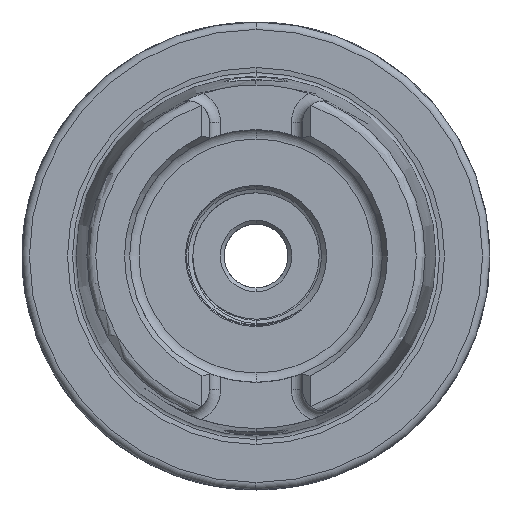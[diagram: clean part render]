
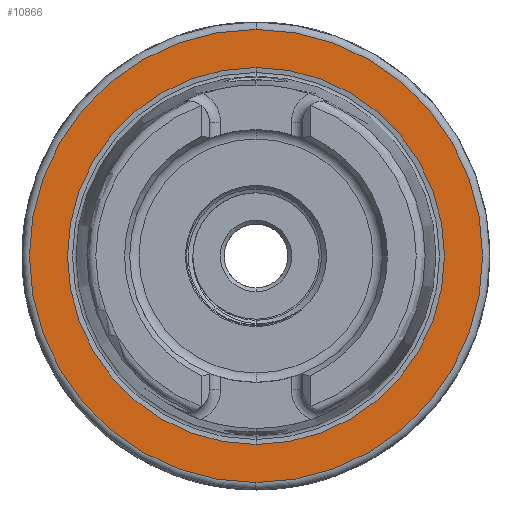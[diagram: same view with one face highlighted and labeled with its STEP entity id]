
A CAD part, left-side view. The second image highlights one B-rep face of the part: STEP entity #10866.
In plain terms, the highlighted planar face has unit normal (-1, 0, 0).
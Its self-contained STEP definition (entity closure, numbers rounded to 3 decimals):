
#6168 = EDGE_LOOP ( 'NONE', ( #6239, #6238 ) ) ;
#6169 = EDGE_LOOP ( 'NONE', ( #6236, #6237 ) ) ;
#6236 = ORIENTED_EDGE ( 'NONE', *, *, #8210, .T. ) ;
#6237 = ORIENTED_EDGE ( 'NONE', *, *, #17083, .T. ) ;
#6238 = ORIENTED_EDGE ( 'NONE', *, *, #17082, .T. ) ;
#6239 = ORIENTED_EDGE ( 'NONE', *, *, #8199, .T. ) ;
#6870 = AXIS2_PLACEMENT_3D ( 'NONE', #14040, #14044, #14045 ) ;
#6882 = AXIS2_PLACEMENT_3D ( 'NONE', #14076, #14077, #14078 ) ;
#8199 = EDGE_CURVE ( 'NONE', #11697, #11696, #17193, .T. ) ;
#8210 = EDGE_CURVE ( 'NONE', #11693, #11692, #17199, .T. ) ;
#9710 = PLANE ( 'NONE',  #12265 ) ;
#9711 = CARTESIAN_POINT ( 'NONE',  ( 0., 25.369, 0. ) ) ;
#9712 = DIRECTION ( 'NONE',  ( -1., 0., 0. ) ) ;
#9713 = DIRECTION ( 'NONE',  ( 0., 0., 1. ) ) ;
#10866 = ADVANCED_FACE ( 'NONE', ( #12260, #12263 ), #9710, .T. ) ;
#11692 = VERTEX_POINT ( 'NONE', #12577 ) ;
#11693 = VERTEX_POINT ( 'NONE', #12578 ) ;
#11696 = VERTEX_POINT ( 'NONE', #12581 ) ;
#11697 = VERTEX_POINT ( 'NONE', #12582 ) ;
#12260 = FACE_OUTER_BOUND ( 'NONE', #6169, .T. ) ;
#12263 = FACE_BOUND ( 'NONE', #6168, .T. ) ;
#12265 = AXIS2_PLACEMENT_3D ( 'NONE', #9711, #9712, #9713 ) ;
#12577 = CARTESIAN_POINT ( 'NONE',  ( 0., 0., -30.5 ) ) ;
#12578 = CARTESIAN_POINT ( 'NONE',  ( 0., 0., 30.5 ) ) ;
#12581 = CARTESIAN_POINT ( 'NONE',  ( 0., 0., -25.369 ) ) ;
#12582 = CARTESIAN_POINT ( 'NONE',  ( 0., 0., 25.369 ) ) ;
#12966 = CARTESIAN_POINT ( 'NONE',  ( 0., 0., 0. ) ) ;
#12967 = DIRECTION ( 'NONE',  ( 1., 0., 0. ) ) ;
#12968 = DIRECTION ( 'NONE',  ( 0., 0., -1. ) ) ;
#12969 = CARTESIAN_POINT ( 'NONE',  ( 0., 0., 0. ) ) ;
#12970 = DIRECTION ( 'NONE',  ( -1., 0., 0. ) ) ;
#12971 = DIRECTION ( 'NONE',  ( 0., 0., 1. ) ) ;
#13876 = AXIS2_PLACEMENT_3D ( 'NONE', #12969, #12970, #12971 ) ;
#13877 = AXIS2_PLACEMENT_3D ( 'NONE', #12966, #12967, #12968 ) ;
#14040 = CARTESIAN_POINT ( 'NONE',  ( 0., 0., 0. ) ) ;
#14044 = DIRECTION ( 'NONE',  ( 1., 0., 0. ) ) ;
#14045 = DIRECTION ( 'NONE',  ( 0., 0., -1. ) ) ;
#14076 = CARTESIAN_POINT ( 'NONE',  ( 0., 0., 0. ) ) ;
#14077 = DIRECTION ( 'NONE',  ( -1., 0., 0. ) ) ;
#14078 = DIRECTION ( 'NONE',  ( 0., 0., 1. ) ) ;
#17082 = EDGE_CURVE ( 'NONE', #11696, #11697, #18650, .T. ) ;
#17083 = EDGE_CURVE ( 'NONE', #11692, #11693, #18651, .T. ) ;
#17193 = CIRCLE ( 'NONE', #6870, 25.369 ) ;
#17199 = CIRCLE ( 'NONE', #6882, 30.5 ) ;
#18650 = CIRCLE ( 'NONE', #13877, 25.369 ) ;
#18651 = CIRCLE ( 'NONE', #13876, 30.5 ) ;
